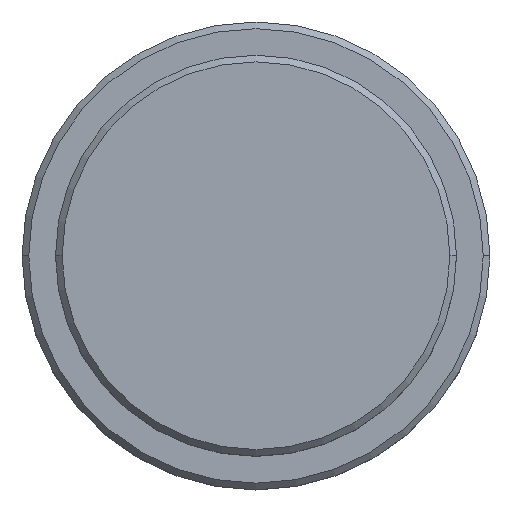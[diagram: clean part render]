
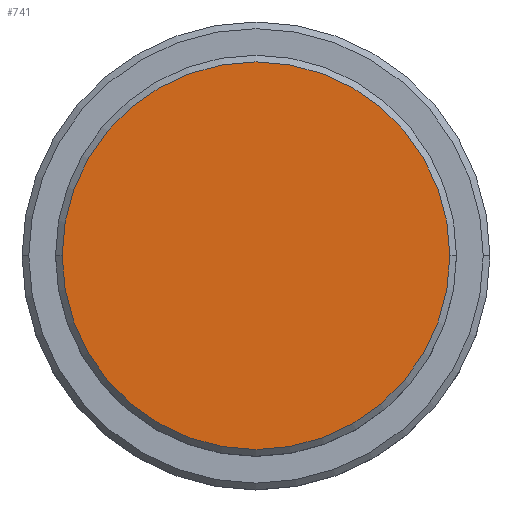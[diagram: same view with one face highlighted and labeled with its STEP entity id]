
A CAD part, top view. The second image highlights one B-rep face of the part: STEP entity #741.
In plain terms, the highlighted planar face has unit normal (0, 0, 1).
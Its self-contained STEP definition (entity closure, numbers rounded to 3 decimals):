
#86 = ORIENTED_EDGE ( 'NONE', *, *, #1302, .T. ) ;
#102 = VERTEX_POINT ( 'NONE', #1113 ) ;
#166 = PLANE ( 'NONE',  #770 ) ;
#171 = FACE_OUTER_BOUND ( 'NONE', #1127, .T. ) ;
#275 = CIRCLE ( 'NONE', #1028, 14.5 ) ;
#402 = DIRECTION ( 'NONE',  ( 1., 0., 0. ) ) ;
#405 = CARTESIAN_POINT ( 'NONE',  ( 0., 0., 0. ) ) ;
#695 = ORIENTED_EDGE ( 'NONE', *, *, #1163, .T. ) ;
#697 = DIRECTION ( 'NONE',  ( 0., 0., 1. ) ) ;
#736 = DIRECTION ( 'NONE',  ( 1., 0., 0. ) ) ;
#741 = ADVANCED_FACE ( 'NONE', ( #171 ), #166, .T. ) ;
#748 = AXIS2_PLACEMENT_3D ( 'NONE', #1396, #991, #736 ) ;
#770 = AXIS2_PLACEMENT_3D ( 'NONE', #405, #835, #1037 ) ;
#835 = DIRECTION ( 'NONE',  ( 0., 0., 1. ) ) ;
#855 = VERTEX_POINT ( 'NONE', #1306 ) ;
#939 = CARTESIAN_POINT ( 'NONE',  ( 0., 0., 0. ) ) ;
#991 = DIRECTION ( 'NONE',  ( 0., 0., 1. ) ) ;
#1028 = AXIS2_PLACEMENT_3D ( 'NONE', #939, #697, #402 ) ;
#1037 = DIRECTION ( 'NONE',  ( 1., 0., 0. ) ) ;
#1113 = CARTESIAN_POINT ( 'NONE',  ( -14.5, 0., 0. ) ) ;
#1127 = EDGE_LOOP ( 'NONE', ( #695, #86 ) ) ;
#1163 = EDGE_CURVE ( 'NONE', #102, #855, #275, .T. ) ;
#1302 = EDGE_CURVE ( 'NONE', #855, #102, #1372, .T. ) ;
#1306 = CARTESIAN_POINT ( 'NONE',  ( 14.5, 0., 0. ) ) ;
#1372 = CIRCLE ( 'NONE', #748, 14.5 ) ;
#1396 = CARTESIAN_POINT ( 'NONE',  ( 0., 0., 0. ) ) ;
